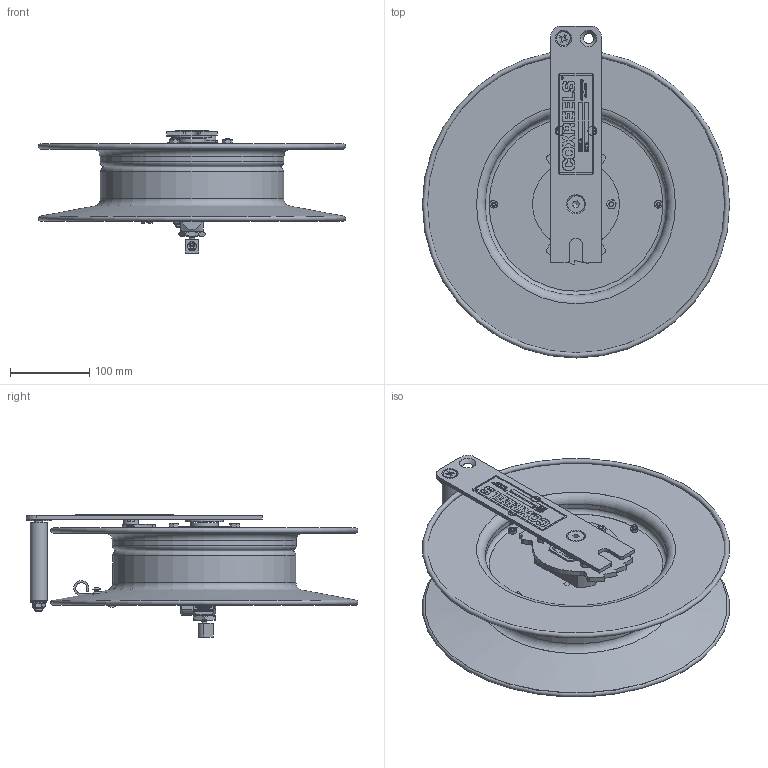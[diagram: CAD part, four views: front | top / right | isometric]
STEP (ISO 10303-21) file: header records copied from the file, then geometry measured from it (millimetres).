
FILE_DESCRIPTION(/* description */ (''),/* implementation_level */ '2;1');
FILE_NAME(/* name */ 'SL15-[135,325]_SHARED.stp',/* time_stamp */ '2016-03-09T07:28:40-07:00',/* author */ ('JKucera'),/* organization */ (''),/* preprocessor_version */ 'ST-DEVELOPER v15.6',/* originating_system */ 'Autodesk Inventor 2015',/* authorisation */ '');
FILE_SCHEMA (('AUTOMOTIVE_DESIGN { 1 0 10303 214 3 1 1 }'));
Length unit declared in the file: inch
Products named in the file (1): SL15-[135,325]_SHARED
Bounding box: 387.35 x 418.37 x 153.99 mm (x, y, z)
Surface area: 656238.3 mm2 (no closed solid volume)
Topology: 0 solids, 97 shells, 326 faces, 3161 edges, 2874 vertices
Faces by surface type: plane 207, cylinder 74, cone 25, torus 12, bspline 4, sphere 4
Full cylindrical faces by diameter (mm): 4.826 x5, 9.525 x1, 12.7 x1, 19.05 x2, 20.574 x1, 20.625 x2, 21.336 x1, 31.75 x1, 35.052 x1, 39.624 x1, 48.26 x1, 228.6 x1, 229.347 x1, 231.028 x1, 231.775 x1
Entity records: 29961 total; most frequent: CARTESIAN_POINT 9354, ORIENTED_EDGE 3508, DIRECTION 3271, EDGE_CURVE 3096, VERTEX_POINT 2858, LINE 1775, VECTOR 1775, B_SPLINE_CURVE_WITH_KNOTS 784
